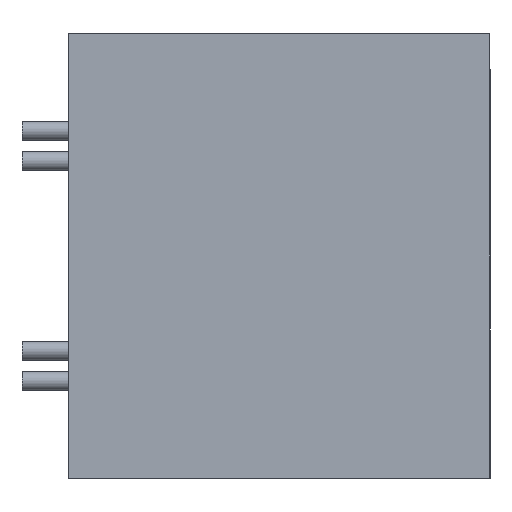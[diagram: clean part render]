
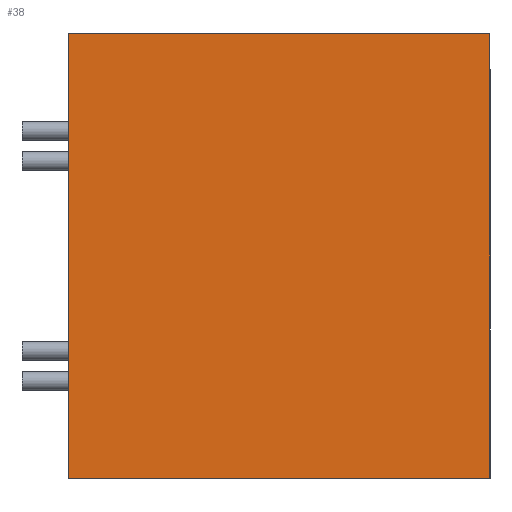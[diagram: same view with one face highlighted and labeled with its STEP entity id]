
A CAD part, left-side view. The second image highlights one B-rep face of the part: STEP entity #38.
In plain terms, the highlighted planar face has unit normal (-1, 0, 0).
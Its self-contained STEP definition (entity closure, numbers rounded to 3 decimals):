
#20 = DIRECTION ( 'NONE',  ( 0., -1., 0. ) ) ;
#25 = CARTESIAN_POINT ( 'NONE',  ( -19., -9.5, 18. ) ) ;
#34 = VERTEX_POINT ( 'NONE', #428 ) ;
#38 = ADVANCED_FACE ( 'NONE', ( #386 ), #125, .F. ) ;
#79 = EDGE_CURVE ( 'NONE', #330, #521, #458, .T. ) ;
#87 = AXIS2_PLACEMENT_3D ( 'NONE', #25, #566, #205 ) ;
#93 = DIRECTION ( 'NONE',  ( 0., -1., 0. ) ) ;
#125 = PLANE ( 'NONE',  #87 ) ;
#153 = VECTOR ( 'NONE', #93, 1000. ) ;
#178 = EDGE_CURVE ( 'NONE', #34, #521, #265, .T. ) ;
#195 = VECTOR ( 'NONE', #587, 1000. ) ;
#197 = ORIENTED_EDGE ( 'NONE', *, *, #79, .T. ) ;
#205 = DIRECTION ( 'NONE',  ( 0., 1., 0. ) ) ;
#250 = CARTESIAN_POINT ( 'NONE',  ( -19., -9.5, 0. ) ) ;
#252 = ORIENTED_EDGE ( 'NONE', *, *, #553, .T. ) ;
#265 = LINE ( 'NONE', #577, #195 ) ;
#294 = CARTESIAN_POINT ( 'NONE',  ( -19., -9.5, 0. ) ) ;
#318 = CARTESIAN_POINT ( 'NONE',  ( -19., 9.5, 18. ) ) ;
#330 = VERTEX_POINT ( 'NONE', #396 ) ;
#331 = EDGE_LOOP ( 'NONE', ( #197, #564, #436, #252 ) ) ;
#377 = VERTEX_POINT ( 'NONE', #318 ) ;
#386 = FACE_OUTER_BOUND ( 'NONE', #331, .T. ) ;
#396 = CARTESIAN_POINT ( 'NONE',  ( -19., 9.5, 0. ) ) ;
#406 = VECTOR ( 'NONE', #412, 1000. ) ;
#412 = DIRECTION ( 'NONE',  ( 0., 0., -1. ) ) ;
#428 = CARTESIAN_POINT ( 'NONE',  ( -19., -9.5, 18. ) ) ;
#436 = ORIENTED_EDGE ( 'NONE', *, *, #501, .F. ) ;
#458 = LINE ( 'NONE', #250, #489 ) ;
#488 = CARTESIAN_POINT ( 'NONE',  ( -19., -9.5, 18. ) ) ;
#489 = VECTOR ( 'NONE', #20, 1000. ) ;
#501 = EDGE_CURVE ( 'NONE', #377, #34, #534, .T. ) ;
#521 = VERTEX_POINT ( 'NONE', #294 ) ;
#534 = LINE ( 'NONE', #488, #153 ) ;
#543 = CARTESIAN_POINT ( 'NONE',  ( -19., 9.5, 18. ) ) ;
#547 = LINE ( 'NONE', #543, #406 ) ;
#553 = EDGE_CURVE ( 'NONE', #377, #330, #547, .T. ) ;
#564 = ORIENTED_EDGE ( 'NONE', *, *, #178, .F. ) ;
#566 = DIRECTION ( 'NONE',  ( 1., 0., 0. ) ) ;
#577 = CARTESIAN_POINT ( 'NONE',  ( -19., -9.5, 18. ) ) ;
#587 = DIRECTION ( 'NONE',  ( 0., 0., -1. ) ) ;
